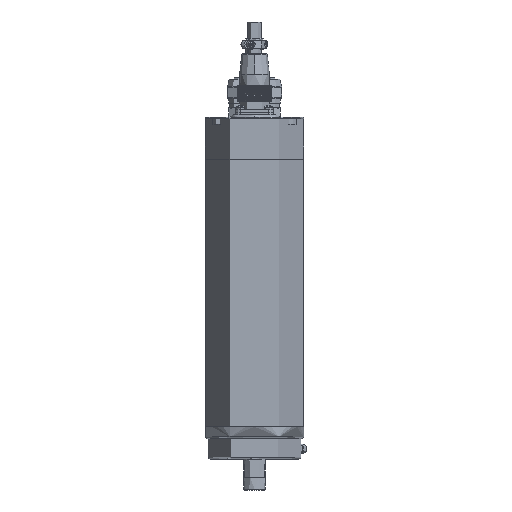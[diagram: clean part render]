
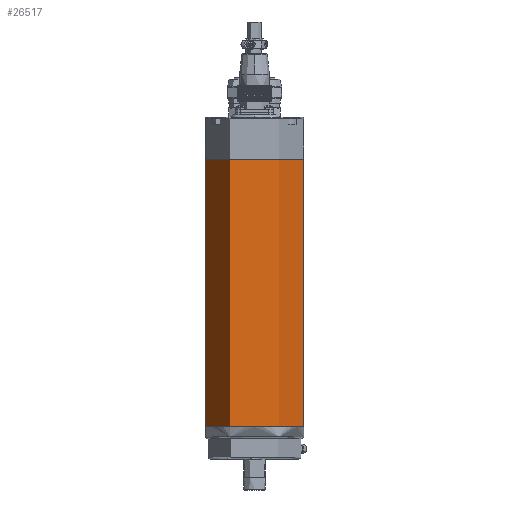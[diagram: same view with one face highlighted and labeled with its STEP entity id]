
A CAD part, front view. The second image highlights one B-rep face of the part: STEP entity #26517.
In plain terms, the highlighted cylindrical face has radius 31 mm (diameter 62 mm), a partial arc.
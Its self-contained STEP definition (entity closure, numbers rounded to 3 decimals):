
#870 = DIRECTION ( 'NONE',  ( 1., 0., 0. ) ) ;
#3284 = CIRCLE ( 'NONE', #17164, 31. ) ;
#5379 = AXIS2_PLACEMENT_3D ( 'NONE', #31735, #8175, #28678 ) ;
#7412 = ORIENTED_EDGE ( 'NONE', *, *, #13283, .T. ) ;
#7960 = LINE ( 'NONE', #36120, #14873 ) ;
#8175 = DIRECTION ( 'NONE',  ( 0., 0., -1. ) ) ;
#11557 = CARTESIAN_POINT ( 'NONE',  ( 31., 0., 0. ) ) ;
#11619 = EDGE_CURVE ( 'NONE', #32233, #32556, #19993, .T. ) ;
#13203 = CARTESIAN_POINT ( 'NONE',  ( -31., 0., 0. ) ) ;
#13283 = EDGE_CURVE ( 'NONE', #17616, #32233, #7960, .T. ) ;
#14782 = FACE_OUTER_BOUND ( 'NONE', #28974, .T. ) ;
#14873 = VECTOR ( 'NONE', #27499, 1000. ) ;
#16003 = DIRECTION ( 'NONE',  ( 0., 0., 1. ) ) ;
#16202 = AXIS2_PLACEMENT_3D ( 'NONE', #23389, #23801, #21090 ) ;
#17164 = AXIS2_PLACEMENT_3D ( 'NONE', #18581, #24219, #870 ) ;
#17616 = VERTEX_POINT ( 'NONE', #35249 ) ;
#18581 = CARTESIAN_POINT ( 'NONE',  ( 0., 0., -169. ) ) ;
#18942 = ORIENTED_EDGE ( 'NONE', *, *, #11619, .T. ) ;
#19038 = CARTESIAN_POINT ( 'NONE',  ( -31., 0., 0. ) ) ;
#19993 = CIRCLE ( 'NONE', #5379, 31. ) ;
#21090 = DIRECTION ( 'NONE',  ( 1., 0., 0. ) ) ;
#21977 = EDGE_CURVE ( 'NONE', #32307, #32556, #28720, .T. ) ;
#23084 = ORIENTED_EDGE ( 'NONE', *, *, #21977, .F. ) ;
#23299 = CARTESIAN_POINT ( 'NONE',  ( -31., 0., -169. ) ) ;
#23389 = CARTESIAN_POINT ( 'NONE',  ( 0., 0., 0. ) ) ;
#23801 = DIRECTION ( 'NONE',  ( 0., 0., 1. ) ) ;
#24219 = DIRECTION ( 'NONE',  ( 0., 0., 1. ) ) ;
#26107 = EDGE_CURVE ( 'NONE', #32307, #17616, #3284, .T. ) ;
#26517 = ADVANCED_FACE ( 'NONE', ( #14782 ), #36301, .T. ) ;
#27499 = DIRECTION ( 'NONE',  ( 0., 0., 1. ) ) ;
#28678 = DIRECTION ( 'NONE',  ( 1., 0., 0. ) ) ;
#28720 = LINE ( 'NONE', #13203, #31461 ) ;
#28974 = EDGE_LOOP ( 'NONE', ( #23084, #36179, #7412, #18942 ) ) ;
#31461 = VECTOR ( 'NONE', #16003, 1000. ) ;
#31735 = CARTESIAN_POINT ( 'NONE',  ( 0., 0., 0. ) ) ;
#32233 = VERTEX_POINT ( 'NONE', #11557 ) ;
#32307 = VERTEX_POINT ( 'NONE', #23299 ) ;
#32556 = VERTEX_POINT ( 'NONE', #19038 ) ;
#35249 = CARTESIAN_POINT ( 'NONE',  ( 31., 0., -169. ) ) ;
#36120 = CARTESIAN_POINT ( 'NONE',  ( 31., 0., 0. ) ) ;
#36179 = ORIENTED_EDGE ( 'NONE', *, *, #26107, .T. ) ;
#36301 = CYLINDRICAL_SURFACE ( 'NONE', #16202, 31. ) ;
